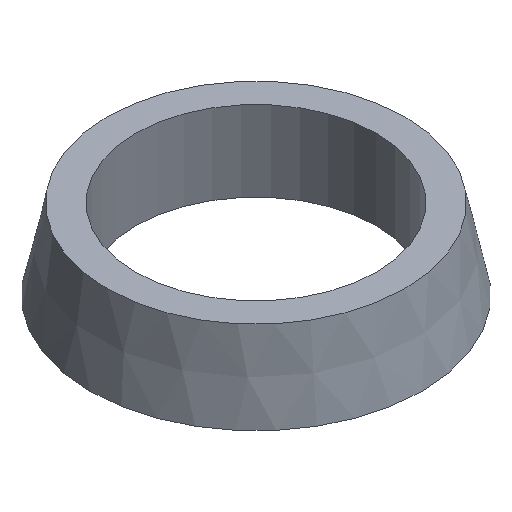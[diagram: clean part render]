
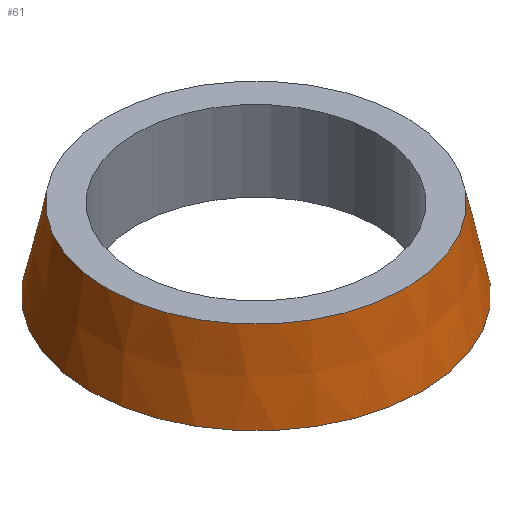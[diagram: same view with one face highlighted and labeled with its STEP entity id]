
A CAD part, isometric view. The second image highlights one B-rep face of the part: STEP entity #61.
In plain terms, the highlighted conical face has half-angle 12.095 degrees and reference radius 6.875 mm.
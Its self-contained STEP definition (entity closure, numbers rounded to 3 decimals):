
#20=FACE_OUTER_BOUND('',#24,.T.);
#24=EDGE_LOOP('',(#48,#49,#50,#51));
#30=LINE('',#112,#32);
#32=VECTOR('',#93,6.875);
#34=CIRCLE('',#80,6.5);
#35=CIRCLE('',#81,7.25);
#38=VERTEX_POINT('',#109);
#39=VERTEX_POINT('',#111);
#42=EDGE_CURVE('',#38,#38,#34,.T.);
#43=EDGE_CURVE('',#38,#39,#30,.T.);
#44=EDGE_CURVE('',#39,#39,#35,.T.);
#48=ORIENTED_EDGE('',*,*,#42,.T.);
#49=ORIENTED_EDGE('',*,*,#43,.T.);
#50=ORIENTED_EDGE('',*,*,#44,.T.);
#51=ORIENTED_EDGE('',*,*,#43,.F.);
#60=CONICAL_SURFACE('',#79,6.875,0.211);
#61=ADVANCED_FACE('',(#20),#60,.T.);
#79=AXIS2_PLACEMENT_3D('',#108,#89,#90);
#80=AXIS2_PLACEMENT_3D('',#110,#91,#92);
#81=AXIS2_PLACEMENT_3D('',#113,#94,#95);
#89=DIRECTION('center_axis',(0.,0.,-1.));
#90=DIRECTION('ref_axis',(-1.,0.,0.));
#91=DIRECTION('center_axis',(0.,0.,-1.));
#92=DIRECTION('ref_axis',(-1.,0.,0.));
#93=DIRECTION('',(0.21,0.,-0.978));
#94=DIRECTION('center_axis',(0.,0.,1.));
#95=DIRECTION('ref_axis',(-1.,0.,0.));
#108=CARTESIAN_POINT('Origin',(0.,0.,1.75));
#109=CARTESIAN_POINT('',(6.5,0.,3.5));
#110=CARTESIAN_POINT('Origin',(0.,0.,3.5));
#111=CARTESIAN_POINT('',(7.25,0.,0.));
#112=CARTESIAN_POINT('',(6.875,0.,1.75));
#113=CARTESIAN_POINT('Origin',(0.,0.,0.));
